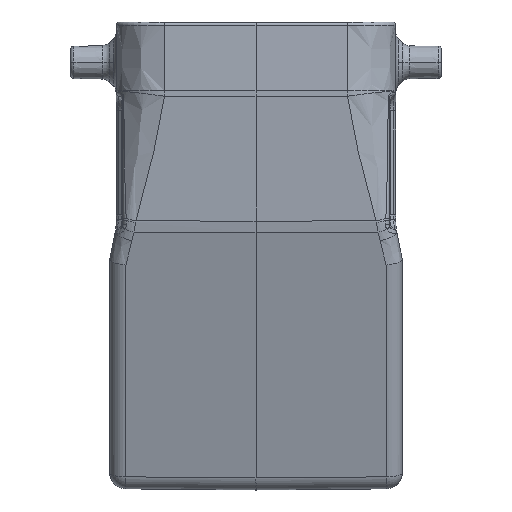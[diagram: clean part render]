
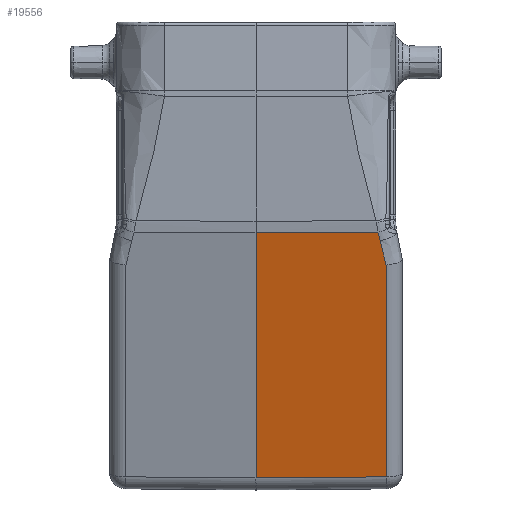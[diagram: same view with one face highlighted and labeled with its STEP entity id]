
A CAD part, left-side view. The second image highlights one B-rep face of the part: STEP entity #19556.
In plain terms, the highlighted planar face has unit normal (-0.966, -0.009, -0.259).
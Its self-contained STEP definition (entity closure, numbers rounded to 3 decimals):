
#988=CARTESIAN_POINT('',(-33.046,-20.022,
-37.395));
#2441=CARTESIAN_POINT('',(-34.418,-18.767,
-32.316));
#2524=DIRECTION('',(0.009,-1.,0.002));
#2525=VECTOR('',#2524,18.768);
#2526=CARTESIAN_POINT('',(-34.58,0.,
-32.345));
#2527=LINE('',#2526,#2525);
#2531=CARTESIAN_POINT('',(-34.418,-18.767,
-32.316));
#2532=CARTESIAN_POINT('',(-34.382,-18.803,
-32.451));
#2533=CARTESIAN_POINT('',(-34.306,-18.871,
-32.732));
#2534=CARTESIAN_POINT('',(-34.179,-18.982,
-33.204));
#2535=CARTESIAN_POINT('',(-34.093,-19.066,
-33.519));
#2536=CARTESIAN_POINT('',(-34.05,-19.115,
-33.678));
#2541=CARTESIAN_POINT('',(-34.05,-19.115,
-33.678));
#2542=CARTESIAN_POINT('',(-33.945,-19.236,
-34.068));
#2543=CARTESIAN_POINT('',(-33.73,-19.463,
-34.863));
#2544=CARTESIAN_POINT('',(-33.399,-19.76,
-36.088));
#2545=CARTESIAN_POINT('',(-33.165,-19.938,
-36.953));
#2546=CARTESIAN_POINT('',(-33.046,-20.022,
-37.395));
#2551=DIRECTION('',(-0.007,1.,-0.009));
#2552=VECTOR('',#2551,20.023);
#2553=CARTESIAN_POINT('',(-24.317,-20.022,
-69.972));
#2554=LINE('',#2553,#2552);
#2558=DIRECTION('',(0.259,0.,-0.966));
#2559=VECTOR('',#2558,39.136);
#2560=CARTESIAN_POINT('',(-34.58,0.,
-32.345));
#2561=LINE('',#2560,#2559);
#8614=DIRECTION('',(-0.259,0.,0.966));
#8615=VECTOR('',#8614,33.727);
#8616=CARTESIAN_POINT('',(-24.317,-20.022,
-69.972));
#8617=LINE('',#8616,#8615);
#14916=VERTEX_POINT('',#988);
#14917=VERTEX_POINT('',#2541);
#15532=VERTEX_POINT('',#2441);
#15539=CARTESIAN_POINT('',(-34.58,0.,
-32.345));
#15540=VERTEX_POINT('',#15539);
#15541=CARTESIAN_POINT('',(-24.451,0.,
-70.147));
#15542=VERTEX_POINT('',#15541);
#15543=CARTESIAN_POINT('',(-24.317,-20.022,
-69.972));
#15544=VERTEX_POINT('',#15543);
#19539=CARTESIAN_POINT('',(-23.955,0.,-72.));
#19540=DIRECTION('',(-0.966,-0.009,-0.259));
#19541=DIRECTION('',(-0.259,0.,0.966));
#19542=AXIS2_PLACEMENT_3D('',#19539,#19540,#19541);
#19543=PLANE('',#19542);
#19545=ORIENTED_EDGE('',*,*,#19544,.F.);
#19546=ORIENTED_EDGE('',*,*,#19531,.T.);
#19548=ORIENTED_EDGE('',*,*,#19547,.T.);
#19549=ORIENTED_EDGE('',*,*,#17521,.T.);
#19551=ORIENTED_EDGE('',*,*,#19550,.F.);
#19553=ORIENTED_EDGE('',*,*,#19552,.T.);
#19554=EDGE_LOOP('',(#19545,#19546,#19548,#19549,#19551,#19553));
#19555=FACE_OUTER_BOUND('',#19554,.F.);
#2537=B_SPLINE_CURVE_WITH_KNOTS('',3,(#2531,#2532,#2533,#2534,#2535,#2536),
.UNSPECIFIED.,.F.,.F.,(4,1,1,4),(0.,0.333,0.667,1.),
.UNSPECIFIED.);
#2547=B_SPLINE_CURVE_WITH_KNOTS('',3,(#2541,#2542,#2543,#2544,#2545,#2546),
.UNSPECIFIED.,.F.,.F.,(4,1,1,4),(0.,0.333,0.667,1.),
.UNSPECIFIED.);
#17521=EDGE_CURVE('',#14917,#14916,#2547,.T.);
#19531=EDGE_CURVE('',#15540,#15532,#2527,.T.);
#19544=EDGE_CURVE('',#15540,#15542,#2561,.T.);
#19547=EDGE_CURVE('',#15532,#14917,#2537,.T.);
#19550=EDGE_CURVE('',#15544,#14916,#8617,.T.);
#19552=EDGE_CURVE('',#15544,#15542,#2554,.T.);
#19556=ADVANCED_FACE('',(#19555),#19543,.T.);
